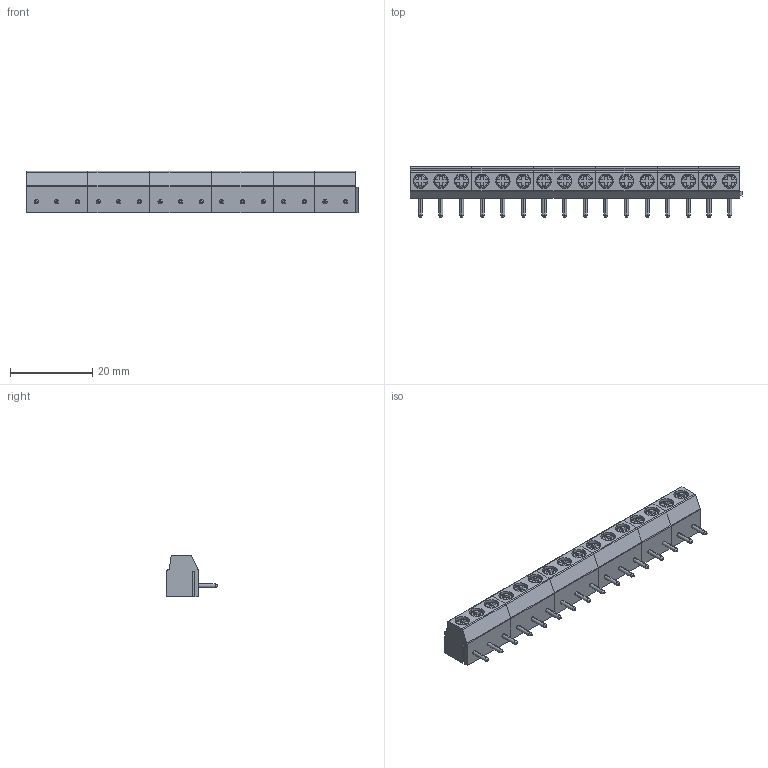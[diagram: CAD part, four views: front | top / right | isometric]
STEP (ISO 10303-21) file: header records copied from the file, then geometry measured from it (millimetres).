
FILE_DESCRIPTION (( 'STEP AP214' ), '1' );
FILE_NAME ('CUI_DEVICES_TB002V-500-P16GR.step', '2019-10-21T06:44:03', ( '' ), ( '' ), 'SwSTEP 2.0', 'SolidWorks 2019', '' );
FILE_SCHEMA (( 'AUTOMOTIVE_DESIGN' ));
Length unit declared in the file: millimetre
Products named in the file (3): TB002V-500-02P_Green - P; CUI_DEVICES_TB002V-500-P16GR; TB002V-500-03P_Green - P
Assembly tree (6 placements, depth 2):
  CUI_DEVICES_TB002V-500-P16GR
    TB002V-500-02P_Green - P  x2
    TB002V-500-03P_Green - P  x4
Bounding box: 80.5 x 12.2 x 10 mm (x, y, z)
Volume: 5003.9 mm3; surface area: 5223.1 mm2
Topology: 6 solids, 6 shells, 1022 faces, 2614 edges, 1684 vertices
Faces by surface type: plane 630, cylinder 216, torus 80, cone 64, bspline 32
Entity records: 11128 total; most frequent: CARTESIAN_POINT 2326, ORIENTED_EDGE 1648, DIRECTION 1522, EDGE_CURVE 824, VERTEX_POINT 531, VECTOR 508, LINE 508, AXIS2_PLACEMENT_3D 507
